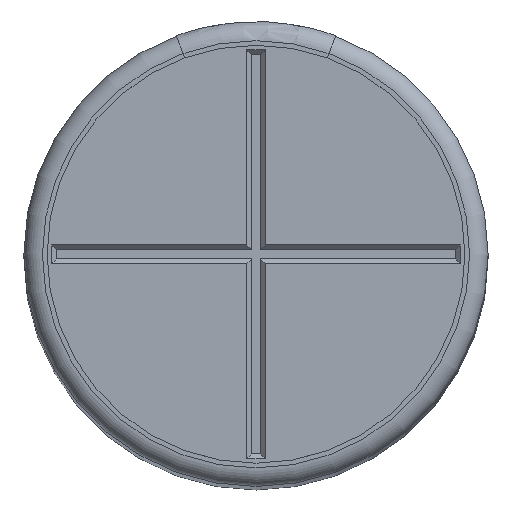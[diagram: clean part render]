
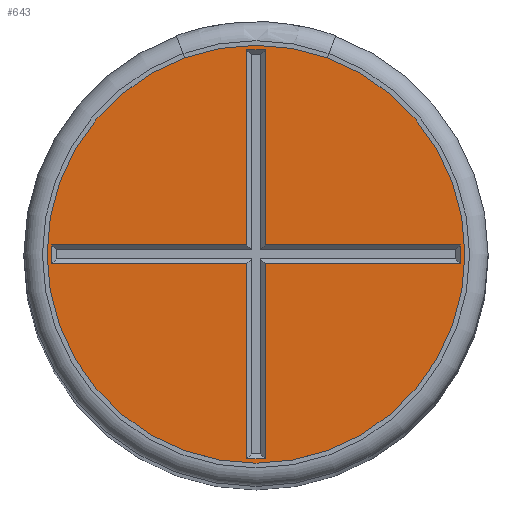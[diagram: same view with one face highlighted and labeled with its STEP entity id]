
A CAD part, top view. The second image highlights one B-rep face of the part: STEP entity #643.
In plain terms, the highlighted planar face has unit normal (0, 0, 1).
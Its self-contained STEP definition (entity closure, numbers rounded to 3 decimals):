
#643=ADVANCED_FACE('',(#1415,#1417),#1419,.T.);
#1415=FACE_BOUND('',#1416,.T.);
#1416=EDGE_LOOP('',(#2004));
#1417=FACE_BOUND('',#1418,.T.);
#1418=EDGE_LOOP('',(#2005,#2006,#2007,#2008,#2009,#2010,#2011,#2012,#2013,#2014,
#2015,#2016));
#1419=PLANE('',#1420);
#1420=AXIS2_PLACEMENT_3D('',#1421,#1422,#1423);
#1421=CARTESIAN_POINT('',(0.,0.,44.9));
#1422=DIRECTION('',(0.,0.,1.));
#1423=DIRECTION('',(1.,0.,0.));
#2004=ORIENTED_EDGE('',*,*,#2324,.T.);
#2005=ORIENTED_EDGE('',*,*,#2330,.T.);
#2006=ORIENTED_EDGE('',*,*,#2331,.T.);
#2007=ORIENTED_EDGE('',*,*,#2332,.T.);
#2008=ORIENTED_EDGE('',*,*,#2333,.T.);
#2009=ORIENTED_EDGE('',*,*,#2334,.T.);
#2010=ORIENTED_EDGE('',*,*,#2335,.T.);
#2011=ORIENTED_EDGE('',*,*,#2336,.T.);
#2012=ORIENTED_EDGE('',*,*,#2337,.T.);
#2013=ORIENTED_EDGE('',*,*,#2338,.T.);
#2014=ORIENTED_EDGE('',*,*,#2339,.T.);
#2015=ORIENTED_EDGE('',*,*,#2340,.T.);
#2016=ORIENTED_EDGE('',*,*,#2341,.T.);
#2324=EDGE_CURVE('',#2686,#2686,#2687,.T.);
#2330=EDGE_CURVE('',#2698,#2699,#2700,.F.);
#2331=EDGE_CURVE('',#2699,#2701,#2702,.F.);
#2332=EDGE_CURVE('',#2701,#2703,#2704,.F.);
#2333=EDGE_CURVE('',#2703,#2705,#2706,.F.);
#2334=EDGE_CURVE('',#2705,#2707,#2708,.F.);
#2335=EDGE_CURVE('',#2707,#2709,#2710,.F.);
#2336=EDGE_CURVE('',#2709,#2711,#2712,.F.);
#2337=EDGE_CURVE('',#2711,#2713,#2714,.F.);
#2338=EDGE_CURVE('',#2713,#2715,#2716,.F.);
#2339=EDGE_CURVE('',#2715,#2717,#2718,.F.);
#2340=EDGE_CURVE('',#2717,#2719,#2720,.F.);
#2341=EDGE_CURVE('',#2719,#2698,#2721,.F.);
#2686=VERTEX_POINT('',#3536);
#2687=CIRCLE('',#3537,4.5);
#2698=VERTEX_POINT('',#3564);
#2699=VERTEX_POINT('',#3565);
#2700=LINE('',#3566,#3567);
#2701=VERTEX_POINT('',#3569);
#2702=LINE('',#3570,#3571);
#2703=VERTEX_POINT('',#3573);
#2704=LINE('',#3574,#3575);
#2705=VERTEX_POINT('',#3577);
#2706=LINE('',#3578,#3579);
#2707=VERTEX_POINT('',#3581);
#2708=LINE('',#3582,#3583);
#2709=VERTEX_POINT('',#3585);
#2710=LINE('',#3586,#3587);
#2711=VERTEX_POINT('',#3589);
#2712=LINE('',#3590,#3591);
#2713=VERTEX_POINT('',#3593);
#2714=LINE('',#3594,#3595);
#2715=VERTEX_POINT('',#3597);
#2716=LINE('',#3598,#3599);
#2717=VERTEX_POINT('',#3601);
#2718=LINE('',#3602,#3603);
#2719=VERTEX_POINT('',#3605);
#2720=LINE('',#3606,#3607);
#2721=LINE('',#3609,#3610);
#3536=CARTESIAN_POINT('',(4.5,0.,44.9));
#3537=AXIS2_PLACEMENT_3D('',#3538,#3539,#3540);
#3538=CARTESIAN_POINT('',(0.,0.,44.9));
#3539=DIRECTION('',(0.,0.,1.));
#3540=DIRECTION('',(1.,0.,0.));
#3564=CARTESIAN_POINT('',(-0.2,-0.2,44.9));
#3565=CARTESIAN_POINT('',(-4.4,-0.2,44.9));
#3566=CARTESIAN_POINT('',(-4.4,-0.2,44.9));
#3567=VECTOR('',#3568,1.);
#3568=DIRECTION('',(1.,0.,0.));
#3569=CARTESIAN_POINT('',(-4.4,0.2,44.9));
#3570=CARTESIAN_POINT('',(-4.4,0.2,44.9));
#3571=VECTOR('',#3572,1.);
#3572=DIRECTION('',(0.,-1.,0.));
#3573=CARTESIAN_POINT('',(-0.2,0.2,44.9));
#3574=CARTESIAN_POINT('',(-0.2,0.2,44.9));
#3575=VECTOR('',#3576,1.);
#3576=DIRECTION('',(-1.,0.,0.));
#3577=CARTESIAN_POINT('',(-0.2,4.4,44.9));
#3578=CARTESIAN_POINT('',(-0.2,4.4,44.9));
#3579=VECTOR('',#3580,1.);
#3580=DIRECTION('',(0.,-1.,0.));
#3581=CARTESIAN_POINT('',(0.2,4.4,44.9));
#3582=CARTESIAN_POINT('',(0.2,4.4,44.9));
#3583=VECTOR('',#3584,1.);
#3584=DIRECTION('',(-1.,0.,0.));
#3585=CARTESIAN_POINT('',(0.2,0.2,44.9));
#3586=CARTESIAN_POINT('',(0.2,0.2,44.9));
#3587=VECTOR('',#3588,1.);
#3588=DIRECTION('',(0.,1.,0.));
#3589=CARTESIAN_POINT('',(4.4,0.2,44.9));
#3590=CARTESIAN_POINT('',(4.4,0.2,44.9));
#3591=VECTOR('',#3592,1.);
#3592=DIRECTION('',(-1.,0.,0.));
#3593=CARTESIAN_POINT('',(4.4,-0.2,44.9));
#3594=CARTESIAN_POINT('',(4.4,-0.2,44.9));
#3595=VECTOR('',#3596,1.);
#3596=DIRECTION('',(0.,1.,0.));
#3597=CARTESIAN_POINT('',(0.2,-0.2,44.9));
#3598=CARTESIAN_POINT('',(0.2,-0.2,44.9));
#3599=VECTOR('',#3600,1.);
#3600=DIRECTION('',(1.,0.,0.));
#3601=CARTESIAN_POINT('',(0.2,-4.4,44.9));
#3602=CARTESIAN_POINT('',(0.2,-4.4,44.9));
#3603=VECTOR('',#3604,1.);
#3604=DIRECTION('',(0.,1.,0.));
#3605=CARTESIAN_POINT('',(-0.2,-4.4,44.9));
#3606=CARTESIAN_POINT('',(-0.2,-4.4,44.9));
#3607=VECTOR('',#3608,1.);
#3608=DIRECTION('',(1.,0.,0.));
#3609=CARTESIAN_POINT('',(-0.2,-0.2,44.9));
#3610=VECTOR('',#3611,1.);
#3611=DIRECTION('',(0.,-1.,0.));
